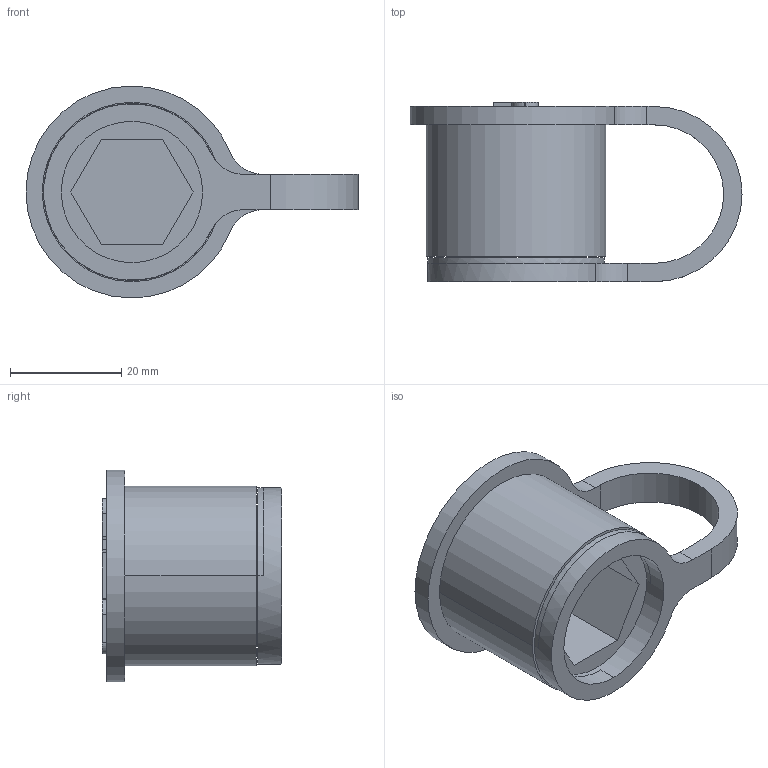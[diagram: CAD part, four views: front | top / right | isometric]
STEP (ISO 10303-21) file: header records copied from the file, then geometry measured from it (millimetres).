
FILE_DESCRIPTION((''),'2;1');
FILE_NAME('C03-1000-B2_NCF','2020-10-01T11:49:44',('jwisneski'),(''),'CREO PARAMETRIC BY PTC INC, 2017110','CREO PARAMETRIC BY PTC INC, 2017110','');
FILE_SCHEMA(('CONFIG_CONTROL_DESIGN'));
Length unit declared in the file: inch
Products named in the file (1): C03-1000-B2_NCF
Bounding box: 59.69 x 32.26 x 38.09 mm (x, y, z)
Volume: 18260.9 mm3; surface area: 9216 mm2
Topology: 1 solids, 1 shells, 77 faces, 211 edges, 142 vertices
Faces by surface type: plane 53, cylinder 24
Entity records: 2493 total; most frequent: CARTESIAN_POINT 430, ORIENTED_EDGE 422, DIRECTION 417, EDGE_CURVE 211, VECTOR 159, LINE 159, VERTEX_POINT 142, AXIS2_PLACEMENT_3D 129
